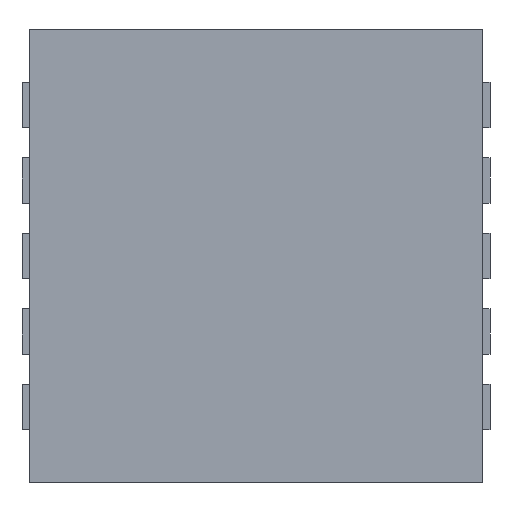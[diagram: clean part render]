
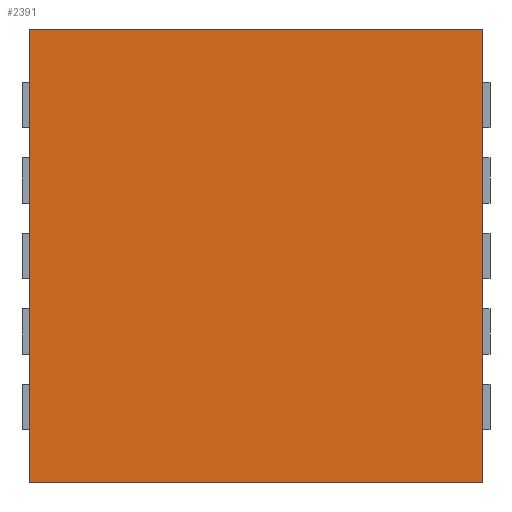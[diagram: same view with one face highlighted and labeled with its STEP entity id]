
A CAD part, front view. The second image highlights one B-rep face of the part: STEP entity #2391.
In plain terms, the highlighted planar face has unit normal (0, -1, 0).
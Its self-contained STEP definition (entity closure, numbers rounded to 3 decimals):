
#96 = CARTESIAN_POINT ( 'NONE',  ( -1.5, -0.75, -1.5 ) ) ;
#139 = CARTESIAN_POINT ( 'NONE',  ( -1.5, -0.75, 1.5 ) ) ;
#152 = EDGE_CURVE ( 'NONE', #1254, #2286, #501, .T. ) ;
#315 = CARTESIAN_POINT ( 'NONE',  ( 0., -0.75, -1.5 ) ) ;
#358 = DIRECTION ( 'NONE',  ( 0., 0., -1. ) ) ;
#360 = EDGE_CURVE ( 'NONE', #371, #1254, #369, .T. ) ;
#369 = LINE ( 'NONE', #315, #3369 ) ;
#371 = VERTEX_POINT ( 'NONE', #611 ) ;
#410 = ORIENTED_EDGE ( 'NONE', *, *, #360, .F. ) ;
#447 = DIRECTION ( 'NONE',  ( 0., 0., 1. ) ) ;
#501 = LINE ( 'NONE', #3061, #1222 ) ;
#536 = AXIS2_PLACEMENT_3D ( 'NONE', #1360, #3038, #1888 ) ;
#611 = CARTESIAN_POINT ( 'NONE',  ( 1.5, -0.75, -1.5 ) ) ;
#618 = LINE ( 'NONE', #1475, #1171 ) ;
#871 = ORIENTED_EDGE ( 'NONE', *, *, #152, .F. ) ;
#1171 = VECTOR ( 'NONE', #358, 1000. ) ;
#1189 = LINE ( 'NONE', #2328, #3298 ) ;
#1222 = VECTOR ( 'NONE', #447, 1000. ) ;
#1254 = VERTEX_POINT ( 'NONE', #96 ) ;
#1299 = EDGE_CURVE ( 'NONE', #2286, #2809, #1189, .T. ) ;
#1360 = CARTESIAN_POINT ( 'NONE',  ( 0., -0.75, 0. ) ) ;
#1475 = CARTESIAN_POINT ( 'NONE',  ( 1.5, -0.75, 0. ) ) ;
#1500 = DIRECTION ( 'NONE',  ( -1., 0., 0. ) ) ;
#1606 = EDGE_CURVE ( 'NONE', #2809, #371, #618, .T. ) ;
#1888 = DIRECTION ( 'NONE',  ( 0., 0., 1. ) ) ;
#2051 = PLANE ( 'NONE',  #536 ) ;
#2223 = ORIENTED_EDGE ( 'NONE', *, *, #1299, .F. ) ;
#2286 = VERTEX_POINT ( 'NONE', #139 ) ;
#2328 = CARTESIAN_POINT ( 'NONE',  ( 0., -0.75, 1.5 ) ) ;
#2391 = ADVANCED_FACE ( 'NONE', ( #2696 ), #2051, .F. ) ;
#2545 = DIRECTION ( 'NONE',  ( 1., 0., 0. ) ) ;
#2627 = CARTESIAN_POINT ( 'NONE',  ( 1.5, -0.75, 1.5 ) ) ;
#2696 = FACE_OUTER_BOUND ( 'NONE', #2950, .T. ) ;
#2767 = ORIENTED_EDGE ( 'NONE', *, *, #1606, .F. ) ;
#2809 = VERTEX_POINT ( 'NONE', #2627 ) ;
#2950 = EDGE_LOOP ( 'NONE', ( #871, #410, #2767, #2223 ) ) ;
#3038 = DIRECTION ( 'NONE',  ( 0., 1., 0. ) ) ;
#3061 = CARTESIAN_POINT ( 'NONE',  ( -1.5, -0.75, 0. ) ) ;
#3298 = VECTOR ( 'NONE', #2545, 1000. ) ;
#3369 = VECTOR ( 'NONE', #1500, 1000. ) ;
